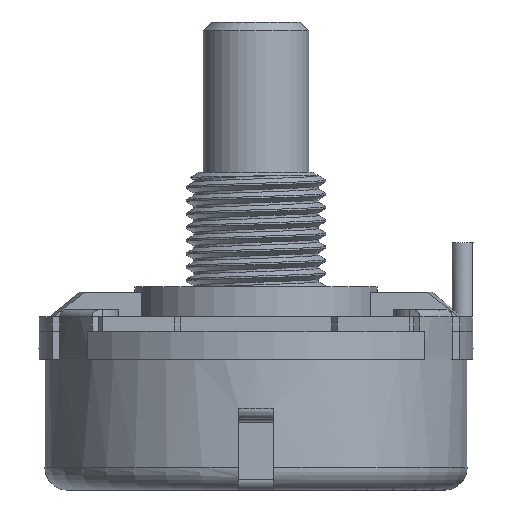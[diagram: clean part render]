
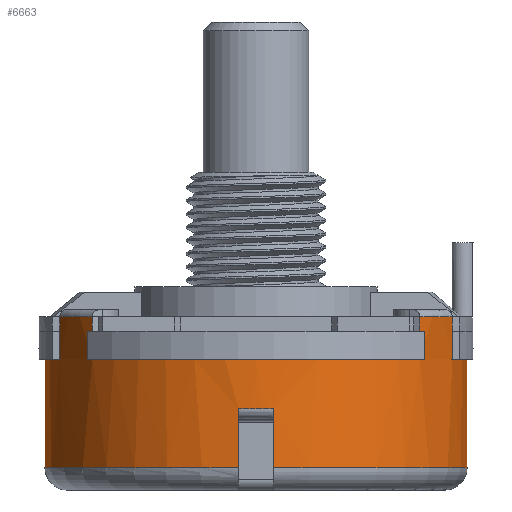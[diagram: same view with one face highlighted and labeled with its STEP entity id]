
A CAD part, left-side view. The second image highlights one B-rep face of the part: STEP entity #6663.
In plain terms, the highlighted cylindrical face has radius 12 mm (diameter 24 mm), a full revolution.
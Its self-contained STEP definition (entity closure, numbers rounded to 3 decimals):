
#133=CYLINDRICAL_SURFACE('',#7080,12.);
#262=LINE('',#9680,#854);
#263=LINE('',#9684,#855);
#264=LINE('',#9688,#856);
#265=LINE('',#9692,#857);
#266=LINE('',#9696,#858);
#267=LINE('',#9700,#859);
#268=LINE('',#9704,#860);
#269=LINE('',#9708,#861);
#270=LINE('',#9712,#862);
#271=LINE('',#9716,#863);
#272=LINE('',#9721,#864);
#273=LINE('',#9725,#865);
#274=LINE('',#9728,#866);
#854=VECTOR('',#7749,10.);
#855=VECTOR('',#7752,10.);
#856=VECTOR('',#7755,10.);
#857=VECTOR('',#7758,10.);
#858=VECTOR('',#7761,10.);
#859=VECTOR('',#7764,10.);
#860=VECTOR('',#7767,10.);
#861=VECTOR('',#7770,12.);
#862=VECTOR('',#7773,10.);
#863=VECTOR('',#7776,10.);
#864=VECTOR('',#7781,10.);
#865=VECTOR('',#7784,10.);
#866=VECTOR('',#7787,10.);
#1655=FACE_OUTER_BOUND('',#2046,.T.);
#2046=EDGE_LOOP('',(#4601,#4602,#4603,#4604,#4605,#4606,#4607,#4608,#4609,
#4610,#4611,#4612,#4613,#4614,#4615,#4616,#4617,#4618,#4619,#4620,#4621,
#4622,#4623,#4624,#4625,#4626,#4627,#4628));
#2486=CIRCLE('',#7078,12.);
#2487=CIRCLE('',#7081,12.);
#2488=CIRCLE('',#7082,12.);
#2489=CIRCLE('',#7083,12.);
#2490=CIRCLE('',#7084,12.);
#2491=CIRCLE('',#7085,12.);
#2492=CIRCLE('',#7086,12.);
#2493=CIRCLE('',#7087,12.);
#2494=CIRCLE('',#7088,12.);
#2495=CIRCLE('',#7089,12.);
#2496=CIRCLE('',#7090,12.);
#2497=CIRCLE('',#7091,12.);
#2498=CIRCLE('',#7092,12.);
#2499=CIRCLE('',#7093,12.);
#2910=VERTEX_POINT('',#9646);
#2913=VERTEX_POINT('',#9660);
#2916=VERTEX_POINT('',#9679);
#2917=VERTEX_POINT('',#9681);
#2918=VERTEX_POINT('',#9683);
#2919=VERTEX_POINT('',#9685);
#2920=VERTEX_POINT('',#9687);
#2921=VERTEX_POINT('',#9689);
#2922=VERTEX_POINT('',#9691);
#2923=VERTEX_POINT('',#9693);
#2924=VERTEX_POINT('',#9695);
#2925=VERTEX_POINT('',#9697);
#2926=VERTEX_POINT('',#9699);
#2927=VERTEX_POINT('',#9701);
#2928=VERTEX_POINT('',#9703);
#2929=VERTEX_POINT('',#9705);
#2930=VERTEX_POINT('',#9707);
#2931=VERTEX_POINT('',#9709);
#2932=VERTEX_POINT('',#9711);
#2933=VERTEX_POINT('',#9713);
#2934=VERTEX_POINT('',#9715);
#2935=VERTEX_POINT('',#9718);
#2936=VERTEX_POINT('',#9720);
#2937=VERTEX_POINT('',#9722);
#2938=VERTEX_POINT('',#9724);
#2939=VERTEX_POINT('',#9726);
#3570=EDGE_CURVE('',#2913,#2910,#2486,.T.);
#3574=EDGE_CURVE('',#2916,#2913,#262,.T.);
#3575=EDGE_CURVE('',#2917,#2916,#2487,.T.);
#3576=EDGE_CURVE('',#2917,#2918,#263,.T.);
#3577=EDGE_CURVE('',#2918,#2919,#2488,.T.);
#3578=EDGE_CURVE('',#2919,#2920,#264,.T.);
#3579=EDGE_CURVE('',#2921,#2920,#2489,.T.);
#3580=EDGE_CURVE('',#2921,#2922,#265,.T.);
#3581=EDGE_CURVE('',#2923,#2922,#2490,.T.);
#3582=EDGE_CURVE('',#2924,#2923,#266,.T.);
#3583=EDGE_CURVE('',#2925,#2924,#2491,.T.);
#3584=EDGE_CURVE('',#2925,#2926,#267,.T.);
#3585=EDGE_CURVE('',#2927,#2926,#2492,.T.);
#3586=EDGE_CURVE('',#2928,#2927,#268,.T.);
#3587=EDGE_CURVE('',#2929,#2928,#2493,.T.);
#3588=EDGE_CURVE('',#2929,#2930,#269,.T.);
#3589=EDGE_CURVE('',#2931,#2930,#2494,.T.);
#3590=EDGE_CURVE('',#2931,#2932,#270,.T.);
#3591=EDGE_CURVE('',#2933,#2932,#2495,.T.);
#3592=EDGE_CURVE('',#2933,#2934,#271,.T.);
#3593=EDGE_CURVE('',#2930,#2934,#2496,.T.);
#3594=EDGE_CURVE('',#2935,#2929,#2497,.T.);
#3595=EDGE_CURVE('',#2935,#2936,#272,.T.);
#3596=EDGE_CURVE('',#2937,#2936,#2498,.T.);
#3597=EDGE_CURVE('',#2938,#2937,#273,.T.);
#3598=EDGE_CURVE('',#2939,#2938,#2499,.T.);
#3599=EDGE_CURVE('',#2939,#2910,#274,.T.);
#4601=ORIENTED_EDGE('',*,*,#3570,.F.);
#4602=ORIENTED_EDGE('',*,*,#3574,.F.);
#4603=ORIENTED_EDGE('',*,*,#3575,.F.);
#4604=ORIENTED_EDGE('',*,*,#3576,.T.);
#4605=ORIENTED_EDGE('',*,*,#3577,.T.);
#4606=ORIENTED_EDGE('',*,*,#3578,.T.);
#4607=ORIENTED_EDGE('',*,*,#3579,.F.);
#4608=ORIENTED_EDGE('',*,*,#3580,.T.);
#4609=ORIENTED_EDGE('',*,*,#3581,.F.);
#4610=ORIENTED_EDGE('',*,*,#3582,.F.);
#4611=ORIENTED_EDGE('',*,*,#3583,.F.);
#4612=ORIENTED_EDGE('',*,*,#3584,.T.);
#4613=ORIENTED_EDGE('',*,*,#3585,.F.);
#4614=ORIENTED_EDGE('',*,*,#3586,.F.);
#4615=ORIENTED_EDGE('',*,*,#3587,.F.);
#4616=ORIENTED_EDGE('',*,*,#3588,.T.);
#4617=ORIENTED_EDGE('',*,*,#3589,.F.);
#4618=ORIENTED_EDGE('',*,*,#3590,.T.);
#4619=ORIENTED_EDGE('',*,*,#3591,.F.);
#4620=ORIENTED_EDGE('',*,*,#3592,.T.);
#4621=ORIENTED_EDGE('',*,*,#3593,.F.);
#4622=ORIENTED_EDGE('',*,*,#3588,.F.);
#4623=ORIENTED_EDGE('',*,*,#3594,.F.);
#4624=ORIENTED_EDGE('',*,*,#3595,.T.);
#4625=ORIENTED_EDGE('',*,*,#3596,.F.);
#4626=ORIENTED_EDGE('',*,*,#3597,.F.);
#4627=ORIENTED_EDGE('',*,*,#3598,.F.);
#4628=ORIENTED_EDGE('',*,*,#3599,.T.);
#6663=ADVANCED_FACE('',(#1655),#133,.T.);
#7078=AXIS2_PLACEMENT_3D('',#9671,#7740,#7741);
#7080=AXIS2_PLACEMENT_3D('',#9678,#7747,#7748);
#7081=AXIS2_PLACEMENT_3D('',#9682,#7750,#7751);
#7082=AXIS2_PLACEMENT_3D('',#9686,#7753,#7754);
#7083=AXIS2_PLACEMENT_3D('',#9690,#7756,#7757);
#7084=AXIS2_PLACEMENT_3D('',#9694,#7759,#7760);
#7085=AXIS2_PLACEMENT_3D('',#9698,#7762,#7763);
#7086=AXIS2_PLACEMENT_3D('',#9702,#7765,#7766);
#7087=AXIS2_PLACEMENT_3D('',#9706,#7768,#7769);
#7088=AXIS2_PLACEMENT_3D('',#9710,#7771,#7772);
#7089=AXIS2_PLACEMENT_3D('',#9714,#7774,#7775);
#7090=AXIS2_PLACEMENT_3D('',#9717,#7777,#7778);
#7091=AXIS2_PLACEMENT_3D('',#9719,#7779,#7780);
#7092=AXIS2_PLACEMENT_3D('',#9723,#7782,#7783);
#7093=AXIS2_PLACEMENT_3D('',#9727,#7785,#7786);
#7740=DIRECTION('center_axis',(0.,0.,1.));
#7741=DIRECTION('ref_axis',(0.512,0.859,0.));
#7747=DIRECTION('center_axis',(0.,0.,1.));
#7748=DIRECTION('ref_axis',(1.,0.,0.));
#7749=DIRECTION('',(0.,0.,1.));
#7750=DIRECTION('center_axis',(0.,0.,1.));
#7751=DIRECTION('ref_axis',(1.,0.,0.));
#7752=DIRECTION('',(0.,0.,-1.));
#7753=DIRECTION('center_axis',(0.,0.,-1.));
#7754=DIRECTION('ref_axis',(1.,0.,0.));
#7755=DIRECTION('',(0.,0.,1.));
#7756=DIRECTION('center_axis',(0.,0.,1.));
#7757=DIRECTION('ref_axis',(1.,0.,0.));
#7758=DIRECTION('',(0.,0.,1.));
#7759=DIRECTION('center_axis',(0.,0.,1.));
#7760=DIRECTION('ref_axis',(0.512,-0.859,0.));
#7761=DIRECTION('',(0.,0.,1.));
#7762=DIRECTION('center_axis',(0.,0.,1.));
#7763=DIRECTION('ref_axis',(1.,0.,0.));
#7764=DIRECTION('',(0.,0.,1.));
#7765=DIRECTION('center_axis',(0.,0.,1.));
#7766=DIRECTION('ref_axis',(-0.512,-0.859,0.));
#7767=DIRECTION('',(0.,0.,1.));
#7768=DIRECTION('center_axis',(0.,0.,1.));
#7769=DIRECTION('ref_axis',(1.,0.,0.));
#7770=DIRECTION('',(0.,0.,-1.));
#7771=DIRECTION('center_axis',(0.,0.,-1.));
#7772=DIRECTION('ref_axis',(-1.,0.,0.));
#7773=DIRECTION('',(0.,0.,-1.));
#7774=DIRECTION('center_axis',(0.,0.,-1.));
#7775=DIRECTION('ref_axis',(1.,0.,0.));
#7776=DIRECTION('',(0.,0.,1.));
#7777=DIRECTION('center_axis',(0.,0.,-1.));
#7778=DIRECTION('ref_axis',(-1.,0.,0.));
#7779=DIRECTION('center_axis',(0.,0.,1.));
#7780=DIRECTION('ref_axis',(1.,0.,0.));
#7781=DIRECTION('',(0.,0.,1.));
#7782=DIRECTION('center_axis',(0.,0.,1.));
#7783=DIRECTION('ref_axis',(-0.512,0.859,0.));
#7784=DIRECTION('',(0.,0.,1.));
#7785=DIRECTION('center_axis',(0.,0.,1.));
#7786=DIRECTION('ref_axis',(1.,0.,0.));
#7787=DIRECTION('',(0.,0.,1.));
#9646=CARTESIAN_POINT('',(4.526,11.114,9.8));
#9660=CARTESIAN_POINT('',(7.613,9.276,9.8));
#9671=CARTESIAN_POINT('Origin',(0.,0.,9.8));
#9678=CARTESIAN_POINT('Origin',(0.,0.,0.));
#9679=CARTESIAN_POINT('',(7.613,9.276,7.4));
#9680=CARTESIAN_POINT('',(7.613,9.276,7.4));
#9681=CARTESIAN_POINT('',(8.471,8.5,7.4));
#9682=CARTESIAN_POINT('Origin',(0.,0.,7.4));
#9683=CARTESIAN_POINT('',(8.471,8.5,5.));
#9684=CARTESIAN_POINT('',(8.471,8.5,0.));
#9685=CARTESIAN_POINT('',(8.471,-8.5,5.));
#9686=CARTESIAN_POINT('Origin',(0.,0.,5.));
#9687=CARTESIAN_POINT('',(8.471,-8.5,7.4));
#9688=CARTESIAN_POINT('',(8.471,-8.5,0.));
#9689=CARTESIAN_POINT('',(7.613,-9.276,7.4));
#9690=CARTESIAN_POINT('Origin',(0.,0.,7.4));
#9691=CARTESIAN_POINT('',(7.613,-9.276,9.8));
#9692=CARTESIAN_POINT('',(7.613,-9.276,7.4));
#9693=CARTESIAN_POINT('',(4.526,-11.114,9.8));
#9694=CARTESIAN_POINT('Origin',(0.,0.,9.8));
#9695=CARTESIAN_POINT('',(4.526,-11.114,7.4));
#9696=CARTESIAN_POINT('',(4.526,-11.114,7.4));
#9697=CARTESIAN_POINT('',(-4.526,-11.114,7.4));
#9698=CARTESIAN_POINT('Origin',(0.,0.,7.4));
#9699=CARTESIAN_POINT('',(-4.526,-11.114,9.8));
#9700=CARTESIAN_POINT('',(-4.526,-11.114,7.4));
#9701=CARTESIAN_POINT('',(-7.613,-9.276,9.8));
#9702=CARTESIAN_POINT('Origin',(0.,0.,9.8));
#9703=CARTESIAN_POINT('',(-7.613,-9.276,7.4));
#9704=CARTESIAN_POINT('',(-7.613,-9.276,7.4));
#9705=CARTESIAN_POINT('',(-12.,0.,7.4));
#9706=CARTESIAN_POINT('Origin',(0.,0.,7.4));
#9707=CARTESIAN_POINT('',(-12.,0.,4.6));
#9708=CARTESIAN_POINT('',(-12.,0.,0.));
#9709=CARTESIAN_POINT('',(-11.958,-1.,4.6));
#9710=CARTESIAN_POINT('Origin',(0.,0.,4.6));
#9711=CARTESIAN_POINT('',(-11.958,-1.,1.25));
#9712=CARTESIAN_POINT('',(-11.958,-1.,0.));
#9713=CARTESIAN_POINT('',(-11.958,1.,1.25));
#9714=CARTESIAN_POINT('Origin',(0.,0.,1.25));
#9715=CARTESIAN_POINT('',(-11.958,1.,4.6));
#9716=CARTESIAN_POINT('',(-11.958,1.,0.));
#9717=CARTESIAN_POINT('Origin',(0.,0.,4.6));
#9718=CARTESIAN_POINT('',(-7.613,9.276,7.4));
#9719=CARTESIAN_POINT('Origin',(0.,0.,7.4));
#9720=CARTESIAN_POINT('',(-7.613,9.276,9.8));
#9721=CARTESIAN_POINT('',(-7.613,9.276,7.4));
#9722=CARTESIAN_POINT('',(-4.526,11.114,9.8));
#9723=CARTESIAN_POINT('Origin',(0.,0.,9.8));
#9724=CARTESIAN_POINT('',(-4.526,11.114,7.4));
#9725=CARTESIAN_POINT('',(-4.526,11.114,7.4));
#9726=CARTESIAN_POINT('',(4.526,11.114,7.4));
#9727=CARTESIAN_POINT('Origin',(0.,0.,7.4));
#9728=CARTESIAN_POINT('',(4.526,11.114,7.4));
